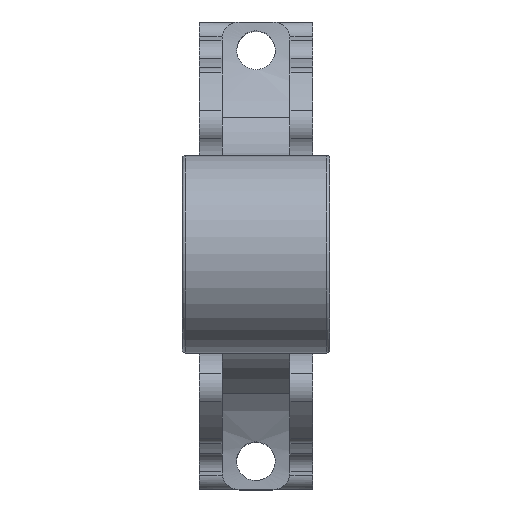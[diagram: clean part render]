
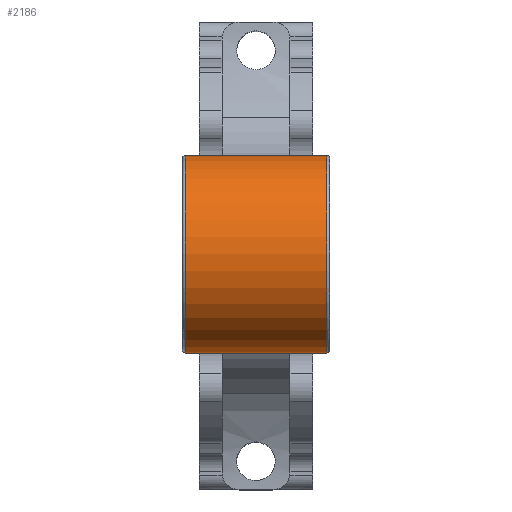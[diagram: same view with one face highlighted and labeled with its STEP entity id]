
A CAD part, top view. The second image highlights one B-rep face of the part: STEP entity #2186.
In plain terms, the highlighted cylindrical face has radius 17.438 mm (diameter 34.875 mm), a full revolution.
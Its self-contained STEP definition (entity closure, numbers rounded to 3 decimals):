
#1532=CYLINDRICAL_SURFACE('',#5572,17.438);
#1703=FACE_BOUND('',#2638,.T.);
#1704=FACE_BOUND('',#2639,.T.);
#1705=FACE_BOUND('',#2640,.T.);
#1782=LINE('',#8073,#1982);
#1783=LINE('',#8074,#1983);
#1982=VECTOR('',#6506,1.);
#1983=VECTOR('',#6507,1.);
#2186=ADVANCED_FACE('',(#1703,#1704,#1705),#1532,.T.);
#2638=EDGE_LOOP('',(#3331));
#2639=EDGE_LOOP('',(#3332));
#2640=EDGE_LOOP('',(#3333,#3334,#3335,#3336));
#3331=ORIENTED_EDGE('',*,*,#4703,.F.);
#3332=ORIENTED_EDGE('',*,*,#4704,.T.);
#3333=ORIENTED_EDGE('',*,*,#4705,.T.);
#3334=ORIENTED_EDGE('',*,*,#4438,.T.);
#3335=ORIENTED_EDGE('',*,*,#4706,.F.);
#3336=ORIENTED_EDGE('',*,*,#4401,.F.);
#4022=VERTEX_POINT('',#7187);
#4023=VERTEX_POINT('',#7189);
#4051=VERTEX_POINT('',#7328);
#4052=VERTEX_POINT('',#7330);
#4269=VERTEX_POINT('',#8069);
#4270=VERTEX_POINT('',#8072);
#4401=EDGE_CURVE('',#4022,#4023,#4957,.T.);
#4438=EDGE_CURVE('',#4052,#4051,#4988,.T.);
#4703=EDGE_CURVE('',#4269,#4269,#5185,.T.);
#4704=EDGE_CURVE('',#4270,#4270,#5186,.T.);
#4705=EDGE_CURVE('',#4022,#4052,#1782,.T.);
#4706=EDGE_CURVE('',#4023,#4051,#1783,.T.);
#4957=CIRCLE('',#5283,17.438);
#4988=CIRCLE('',#5323,17.438);
#5185=CIRCLE('',#5569,17.438);
#5186=CIRCLE('',#5571,17.438);
#5283=AXIS2_PLACEMENT_3D('',#7188,#5870,#5871);
#5323=AXIS2_PLACEMENT_3D('',#7329,#5952,#5953);
#5569=AXIS2_PLACEMENT_3D('',#8068,#6500,#6501);
#5571=AXIS2_PLACEMENT_3D('',#8071,#6504,#6505);
#5572=AXIS2_PLACEMENT_3D('',#8075,#6508,#6509);
#5870=DIRECTION('',(1.,0.,0.));
#5871=DIRECTION('',(0.,0.,-1.));
#5952=DIRECTION('',(1.,0.,0.));
#5953=DIRECTION('',(0.,0.,-1.));
#6500=DIRECTION('',(1.,0.,0.));
#6501=DIRECTION('',(0.,0.,-1.));
#6504=DIRECTION('',(1.,0.,0.));
#6505=DIRECTION('',(0.,0.,-1.));
#6506=DIRECTION('',(1.,0.,0.));
#6507=DIRECTION('',(1.,0.,0.));
#6508=DIRECTION('',(1.,0.,0.));
#6509=DIRECTION('',(0.,1.,0.));
#7187=CARTESIAN_POINT('',(-6.,-16.743,171.167));
#7188=CARTESIAN_POINT('',(-6.,0.,176.04));
#7189=CARTESIAN_POINT('',(-6.,16.743,171.167));
#7328=CARTESIAN_POINT('',(6.,16.743,171.167));
#7329=CARTESIAN_POINT('',(6.,0.,176.04));
#7330=CARTESIAN_POINT('',(6.,-16.743,171.167));
#8068=CARTESIAN_POINT('',(12.52,0.,176.04));
#8069=CARTESIAN_POINT('',(12.52,0.,158.603));
#8071=CARTESIAN_POINT('',(-12.52,0.,176.04));
#8072=CARTESIAN_POINT('',(-12.52,0.,158.603));
#8073=CARTESIAN_POINT('',(0.,-16.743,171.167));
#8074=CARTESIAN_POINT('',(0.,16.743,171.167));
#8075=CARTESIAN_POINT('',(0.,0.,176.04));
